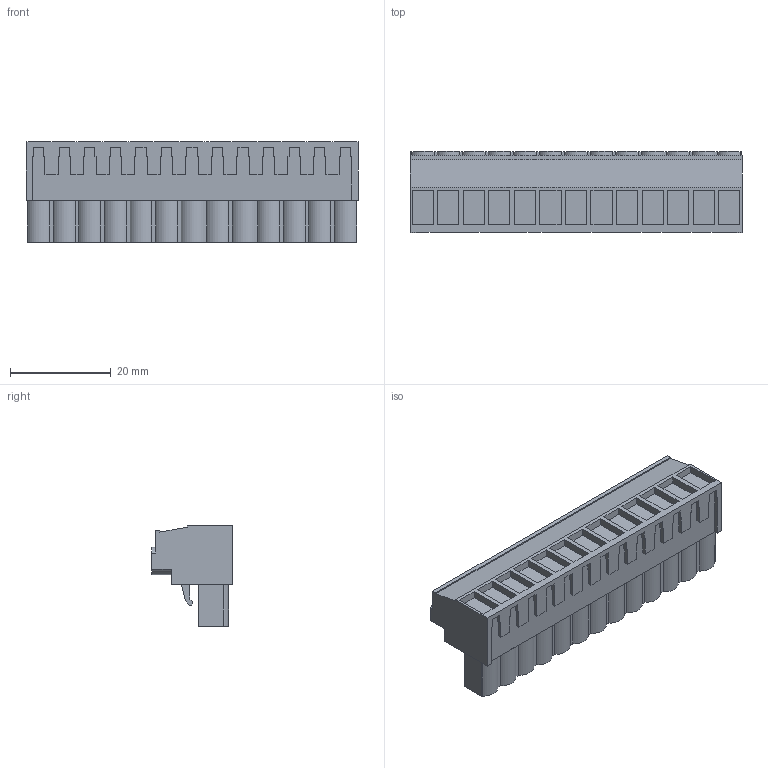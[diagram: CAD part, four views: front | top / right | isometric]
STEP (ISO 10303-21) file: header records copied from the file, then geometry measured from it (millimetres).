
FILE_DESCRIPTION(('CATIA V5 STEP','CAx-IF Rec.Pracs.--- Model Styling and Organization---1.2---2011-12-15'),'2;1');
FILE_NAME ('D1459900_0_1943920000_1943920000.stp','2017-05-22T12:40:57+00:00',('none'),('Weidmueller'),'CATIA Version 5-6 Release 2014','CATIA V5 STEP AP214','none');
FILE_SCHEMA(('AUTOMOTIVE_DESIGN { 1 0 10303 214 1 1 1 1 }'));
Length unit declared in the file: millimetre
Products named in the file (1): 1943920000
Bounding box: 66.04 x 16.1 x 20.05 mm (x, y, z)
Volume: 12283.7 mm3; surface area: 7804.9 mm2
Topology: 14 solids, 14 shells, 872 faces, 2463 edges, 1672 vertices
Faces by surface type: plane 751, cylinder 121
Entity records: 26346 total; most frequent: ORIENTED_EDGE 4926, CARTESIAN_POINT 4822, DIRECTION 3602, EDGE_CURVE 2463, VECTOR 2169, LINE 2169, VERTEX_POINT 1672, EDGE_LOOP 925
